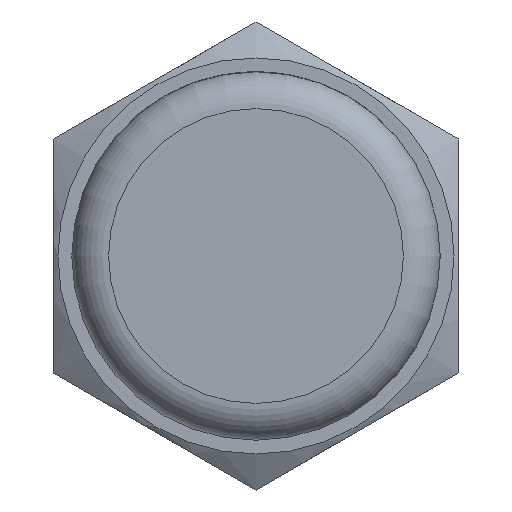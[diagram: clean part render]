
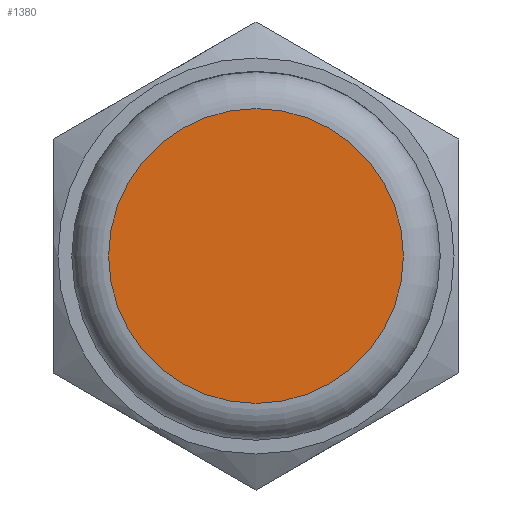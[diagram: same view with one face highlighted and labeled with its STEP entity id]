
A CAD part, left-side view. The second image highlights one B-rep face of the part: STEP entity #1380.
In plain terms, the highlighted planar face has unit normal (-1, 0, 0).
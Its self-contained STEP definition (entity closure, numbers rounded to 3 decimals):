
#1357=CARTESIAN_POINT('',(0.,8.,0.0));
#1358=VERTEX_POINT('',#1357);
#1359=CARTESIAN_POINT('',(0.,0.,0.0));
#1360=DIRECTION('',(1.0,0.0,0.0));
#1361=DIRECTION('',(0.0,-1.0,0.0));
#1362=AXIS2_PLACEMENT_3D('',#1359,#1360,#1361);
#1363=CIRCLE('',#1362,8.);
#1364=EDGE_CURVE('',#1358,#1358,#1363,.T.);
#1372=CARTESIAN_POINT('',(0.0,5.,0.0));
#1373=DIRECTION('',(-1.0,0.0,0.0));
#1374=DIRECTION('',(0.0,0.0,1.0));
#1375=AXIS2_PLACEMENT_3D('',#1372,#1373,#1374);
#1376=PLANE('',#1375);
#1377=ORIENTED_EDGE('',*,*,#1364,.F.);
#1378=EDGE_LOOP('',(#1377));
#1379=FACE_OUTER_BOUND('',#1378,.T.);
#1380=ADVANCED_FACE('',(#1379),#1376,.T.);
